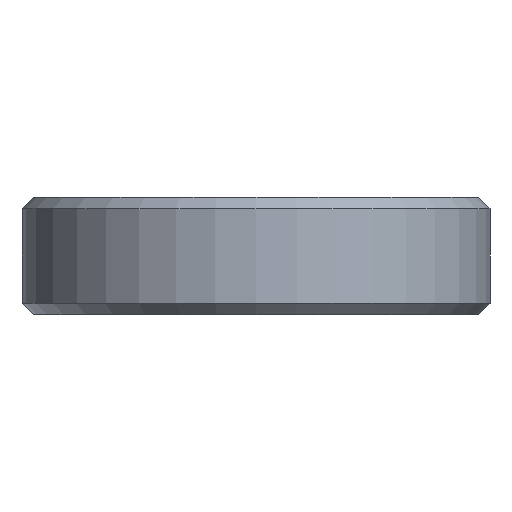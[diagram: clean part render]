
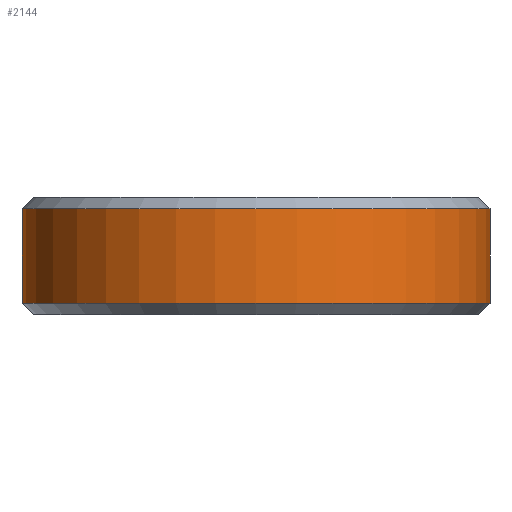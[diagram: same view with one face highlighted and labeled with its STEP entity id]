
A CAD part, left-side view. The second image highlights one B-rep face of the part: STEP entity #2144.
In plain terms, the highlighted cylindrical face has radius 6.25 mm (diameter 12.5 mm), a partial arc.
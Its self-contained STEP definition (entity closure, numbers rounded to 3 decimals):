
#382 = CONICAL_SURFACE('',#383,6.25,0.785);
#383 = AXIS2_PLACEMENT_3D('',#384,#385,#386);
#384 = CARTESIAN_POINT('',(0.,0.,0.3));
#385 = DIRECTION('',(0.,0.,1.));
#386 = DIRECTION('',(0.,1.,0.));
#1161 = VERTEX_POINT('',#1162);
#1162 = CARTESIAN_POINT('',(0.,-6.25,0.3));
#1197 = PLANE('',#1198);
#1198 = AXIS2_PLACEMENT_3D('',#1199,#1200,#1201);
#1199 = CARTESIAN_POINT('',(87.5,-6.25,0.));
#1200 = DIRECTION('',(0.,-1.,0.));
#1201 = DIRECTION('',(-1.,0.,0.));
#1215 = VERTEX_POINT('',#1216);
#1216 = CARTESIAN_POINT('',(0.,6.25,0.3));
#1236 = EDGE_CURVE('',#1215,#1161,#1237,.T.);
#1237 = SURFACE_CURVE('',#1238,(#1243,#1250),.PCURVE_S1.);
#1238 = CIRCLE('',#1239,6.25);
#1239 = AXIS2_PLACEMENT_3D('',#1240,#1241,#1242);
#1240 = CARTESIAN_POINT('',(0.,0.,0.3));
#1241 = DIRECTION('',(0.,-0.,1.));
#1242 = DIRECTION('',(0.,1.,0.));
#1243 = PCURVE('',#382,#1244);
#1244 = DEFINITIONAL_REPRESENTATION('',(#1245),#1249);
#1245 = LINE('',#1246,#1247);
#1246 = CARTESIAN_POINT('',(0.,-0.));
#1247 = VECTOR('',#1248,1.);
#1248 = DIRECTION('',(1.,-0.));
#1249 = ( GEOMETRIC_REPRESENTATION_CONTEXT(2) 
PARAMETRIC_REPRESENTATION_CONTEXT() REPRESENTATION_CONTEXT('2D SPACE',''
  ) );
#1250 = PCURVE('',#1251,#1256);
#1251 = CYLINDRICAL_SURFACE('',#1252,6.25);
#1252 = AXIS2_PLACEMENT_3D('',#1253,#1254,#1255);
#1253 = CARTESIAN_POINT('',(0.,0.,0.));
#1254 = DIRECTION('',(-0.,-0.,-1.));
#1255 = DIRECTION('',(1.,0.,0.));
#1256 = DEFINITIONAL_REPRESENTATION('',(#1257),#1261);
#1257 = LINE('',#1258,#1259);
#1258 = CARTESIAN_POINT('',(-1.571,-0.3));
#1259 = VECTOR('',#1260,1.);
#1260 = DIRECTION('',(-1.,0.));
#1261 = ( GEOMETRIC_REPRESENTATION_CONTEXT(2) 
PARAMETRIC_REPRESENTATION_CONTEXT() REPRESENTATION_CONTEXT('2D SPACE',''
  ) );
#1283 = PLANE('',#1284);
#1284 = AXIS2_PLACEMENT_3D('',#1285,#1286,#1287);
#1285 = CARTESIAN_POINT('',(87.5,6.25,0.));
#1286 = DIRECTION('',(0.,-1.,0.));
#1287 = DIRECTION('',(-1.,0.,0.));
#2096 = VERTEX_POINT('',#2097);
#2097 = CARTESIAN_POINT('',(0.,-6.25,2.825));
#2123 = EDGE_CURVE('',#1161,#2096,#2124,.T.);
#2124 = SURFACE_CURVE('',#2125,(#2129,#2136),.PCURVE_S1.);
#2125 = LINE('',#2126,#2127);
#2126 = CARTESIAN_POINT('',(0.,-6.25,0.));
#2127 = VECTOR('',#2128,1.);
#2128 = DIRECTION('',(0.,0.,1.));
#2129 = PCURVE('',#1197,#2130);
#2130 = DEFINITIONAL_REPRESENTATION('',(#2131),#2135);
#2131 = LINE('',#2132,#2133);
#2132 = CARTESIAN_POINT('',(87.5,0.));
#2133 = VECTOR('',#2134,1.);
#2134 = DIRECTION('',(0.,-1.));
#2135 = ( GEOMETRIC_REPRESENTATION_CONTEXT(2) 
PARAMETRIC_REPRESENTATION_CONTEXT() REPRESENTATION_CONTEXT('2D SPACE',''
  ) );
#2136 = PCURVE('',#1251,#2137);
#2137 = DEFINITIONAL_REPRESENTATION('',(#2138),#2142);
#2138 = LINE('',#2139,#2140);
#2139 = CARTESIAN_POINT('',(-4.712,0.));
#2140 = VECTOR('',#2141,1.);
#2141 = DIRECTION('',(-0.,-1.));
#2142 = ( GEOMETRIC_REPRESENTATION_CONTEXT(2) 
PARAMETRIC_REPRESENTATION_CONTEXT() REPRESENTATION_CONTEXT('2D SPACE',''
  ) );
#2144 = ADVANCED_FACE('',(#2145),#1251,.T.);
#2145 = FACE_BOUND('',#2146,.F.);
#2146 = EDGE_LOOP('',(#2147,#2170,#2197,#2198));
#2147 = ORIENTED_EDGE('',*,*,#2148,.T.);
#2148 = EDGE_CURVE('',#1215,#2149,#2151,.T.);
#2149 = VERTEX_POINT('',#2150);
#2150 = CARTESIAN_POINT('',(0.,6.25,2.825));
#2151 = SURFACE_CURVE('',#2152,(#2156,#2163),.PCURVE_S1.);
#2152 = LINE('',#2153,#2154);
#2153 = CARTESIAN_POINT('',(0.,6.25,0.));
#2154 = VECTOR('',#2155,1.);
#2155 = DIRECTION('',(0.,0.,1.));
#2156 = PCURVE('',#1251,#2157);
#2157 = DEFINITIONAL_REPRESENTATION('',(#2158),#2162);
#2158 = LINE('',#2159,#2160);
#2159 = CARTESIAN_POINT('',(-1.571,0.));
#2160 = VECTOR('',#2161,1.);
#2161 = DIRECTION('',(-0.,-1.));
#2162 = ( GEOMETRIC_REPRESENTATION_CONTEXT(2) 
PARAMETRIC_REPRESENTATION_CONTEXT() REPRESENTATION_CONTEXT('2D SPACE',''
  ) );
#2163 = PCURVE('',#1283,#2164);
#2164 = DEFINITIONAL_REPRESENTATION('',(#2165),#2169);
#2165 = LINE('',#2166,#2167);
#2166 = CARTESIAN_POINT('',(87.5,0.));
#2167 = VECTOR('',#2168,1.);
#2168 = DIRECTION('',(0.,-1.));
#2169 = ( GEOMETRIC_REPRESENTATION_CONTEXT(2) 
PARAMETRIC_REPRESENTATION_CONTEXT() REPRESENTATION_CONTEXT('2D SPACE',''
  ) );
#2170 = ORIENTED_EDGE('',*,*,#2171,.T.);
#2171 = EDGE_CURVE('',#2149,#2096,#2172,.T.);
#2172 = SURFACE_CURVE('',#2173,(#2178,#2185),.PCURVE_S1.);
#2173 = CIRCLE('',#2174,6.25);
#2174 = AXIS2_PLACEMENT_3D('',#2175,#2176,#2177);
#2175 = CARTESIAN_POINT('',(0.,0.,2.825));
#2176 = DIRECTION('',(0.,-0.,1.));
#2177 = DIRECTION('',(0.,1.,0.));
#2178 = PCURVE('',#1251,#2179);
#2179 = DEFINITIONAL_REPRESENTATION('',(#2180),#2184);
#2180 = LINE('',#2181,#2182);
#2181 = CARTESIAN_POINT('',(-1.571,-2.825));
#2182 = VECTOR('',#2183,1.);
#2183 = DIRECTION('',(-1.,0.));
#2184 = ( GEOMETRIC_REPRESENTATION_CONTEXT(2) 
PARAMETRIC_REPRESENTATION_CONTEXT() REPRESENTATION_CONTEXT('2D SPACE',''
  ) );
#2185 = PCURVE('',#2186,#2191);
#2186 = CONICAL_SURFACE('',#2187,6.25,0.785);
#2187 = AXIS2_PLACEMENT_3D('',#2188,#2189,#2190);
#2188 = CARTESIAN_POINT('',(0.,0.,2.825));
#2189 = DIRECTION('',(-0.,-0.,-1.));
#2190 = DIRECTION('',(0.,1.,0.));
#2191 = DEFINITIONAL_REPRESENTATION('',(#2192),#2196);
#2192 = LINE('',#2193,#2194);
#2193 = CARTESIAN_POINT('',(-0.,-0.));
#2194 = VECTOR('',#2195,1.);
#2195 = DIRECTION('',(-1.,-0.));
#2196 = ( GEOMETRIC_REPRESENTATION_CONTEXT(2) 
PARAMETRIC_REPRESENTATION_CONTEXT() REPRESENTATION_CONTEXT('2D SPACE',''
  ) );
#2197 = ORIENTED_EDGE('',*,*,#2123,.F.);
#2198 = ORIENTED_EDGE('',*,*,#1236,.F.);
